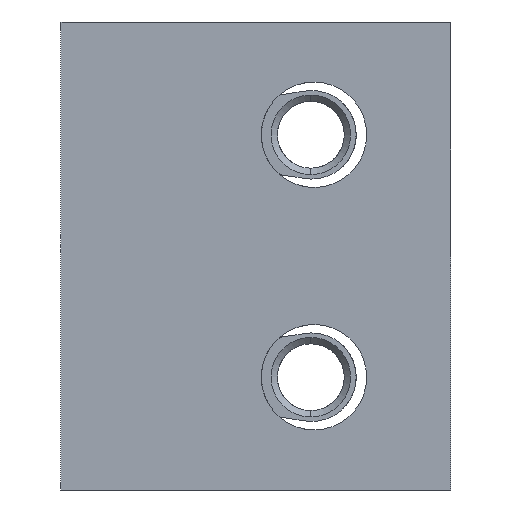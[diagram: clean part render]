
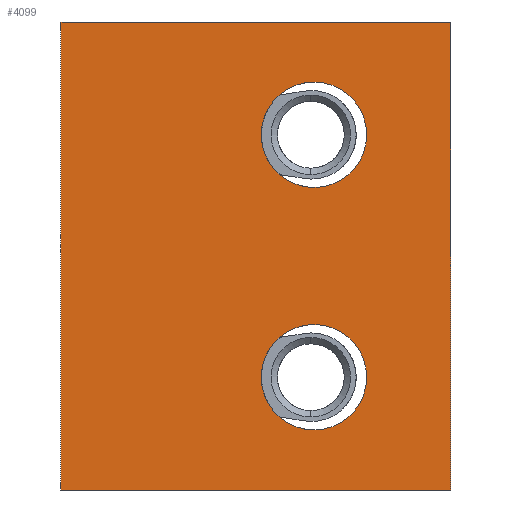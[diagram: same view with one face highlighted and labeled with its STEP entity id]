
A CAD part, left-side view. The second image highlights one B-rep face of the part: STEP entity #4099.
In plain terms, the highlighted planar face has unit normal (-1, 0, 0).
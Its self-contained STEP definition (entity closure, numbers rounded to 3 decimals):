
#54 = ORIENTED_EDGE ( 'NONE', *, *, #3579, .T. ) ;
#108 = VERTEX_POINT ( 'NONE', #8271 ) ;
#128 = DIRECTION ( 'NONE',  ( 1., 0., 0. ) ) ;
#194 = ORIENTED_EDGE ( 'NONE', *, *, #8109, .T. ) ;
#264 = ORIENTED_EDGE ( 'NONE', *, *, #4297, .T. ) ;
#425 = VERTEX_POINT ( 'NONE', #2571 ) ;
#839 = DIRECTION ( 'NONE',  ( 0., 0., -1. ) ) ;
#908 = VERTEX_POINT ( 'NONE', #1281 ) ;
#1019 = CARTESIAN_POINT ( 'NONE',  ( -12.6, 6.5, 8.25 ) ) ;
#1158 = PLANE ( 'NONE',  #9290 ) ;
#1281 = CARTESIAN_POINT ( 'NONE',  ( -12.6, 6.5, 3.25 ) ) ;
#1444 = ORIENTED_EDGE ( 'NONE', *, *, #3065, .T. ) ;
#1502 = AXIS2_PLACEMENT_3D ( 'NONE', #5054, #6852, #8605 ) ;
#1680 = AXIS2_PLACEMENT_3D ( 'NONE', #10657, #9034, #6294 ) ;
#1998 = EDGE_LOOP ( 'NONE', ( #1444, #5218 ) ) ;
#2093 = LINE ( 'NONE', #9178, #4950 ) ;
#2302 = VERTEX_POINT ( 'NONE', #6567 ) ;
#2571 = CARTESIAN_POINT ( 'NONE',  ( -12.6, 0., 11.1 ) ) ;
#2788 = EDGE_CURVE ( 'NONE', #8800, #5479, #9283, .T. ) ;
#2792 = VECTOR ( 'NONE', #8893, 1000. ) ;
#2806 = EDGE_LOOP ( 'NONE', ( #194, #6034, #4025, #8869 ) ) ;
#2921 = CARTESIAN_POINT ( 'NONE',  ( -12.6, 18.5, -11.1 ) ) ;
#3065 = EDGE_CURVE ( 'NONE', #5479, #8800, #3527, .T. ) ;
#3156 = EDGE_LOOP ( 'NONE', ( #54, #264 ) ) ;
#3527 = CIRCLE ( 'NONE', #11153, 2.5 ) ;
#3550 = EDGE_CURVE ( 'NONE', #108, #8793, #4313, .T. ) ;
#3579 = EDGE_CURVE ( 'NONE', #908, #8905, #5953, .T. ) ;
#3903 = LINE ( 'NONE', #2921, #9258 ) ;
#4025 = ORIENTED_EDGE ( 'NONE', *, *, #3550, .F. ) ;
#4099 = ADVANCED_FACE ( 'NONE', ( #10908, #7299, #5503 ), #1158, .F. ) ;
#4153 = CARTESIAN_POINT ( 'NONE',  ( -12.6, 6.5, -5.75 ) ) ;
#4297 = EDGE_CURVE ( 'NONE', #8905, #908, #6498, .T. ) ;
#4313 = LINE ( 'NONE', #4475, #2792 ) ;
#4475 = CARTESIAN_POINT ( 'NONE',  ( -12.6, 18.5, -11.1 ) ) ;
#4604 = LINE ( 'NONE', #6388, #7589 ) ;
#4950 = VECTOR ( 'NONE', #6429, 1000. ) ;
#5054 = CARTESIAN_POINT ( 'NONE',  ( -12.6, 6.5, 5.75 ) ) ;
#5169 = CARTESIAN_POINT ( 'NONE',  ( -12.6, 6.5, 5.75 ) ) ;
#5218 = ORIENTED_EDGE ( 'NONE', *, *, #2788, .T. ) ;
#5479 = VERTEX_POINT ( 'NONE', #9496 ) ;
#5503 = FACE_OUTER_BOUND ( 'NONE', #2806, .T. ) ;
#5953 = CIRCLE ( 'NONE', #7808, 2.5 ) ;
#6034 = ORIENTED_EDGE ( 'NONE', *, *, #9920, .F. ) ;
#6294 = DIRECTION ( 'NONE',  ( 0., 0., -1. ) ) ;
#6388 = CARTESIAN_POINT ( 'NONE',  ( -12.6, 0., -11.1 ) ) ;
#6429 = DIRECTION ( 'NONE',  ( 0., -1., 0. ) ) ;
#6498 = CIRCLE ( 'NONE', #1502, 2.5 ) ;
#6567 = CARTESIAN_POINT ( 'NONE',  ( -12.6, 0., -11.1 ) ) ;
#6852 = DIRECTION ( 'NONE',  ( 1., 0., 0. ) ) ;
#7299 = FACE_BOUND ( 'NONE', #3156, .T. ) ;
#7443 = DIRECTION ( 'NONE',  ( 0., -1., 0. ) ) ;
#7589 = VECTOR ( 'NONE', #8264, 1000. ) ;
#7696 = DIRECTION ( 'NONE',  ( 0., 0., -1. ) ) ;
#7808 = AXIS2_PLACEMENT_3D ( 'NONE', #5169, #128, #839 ) ;
#7813 = DIRECTION ( 'NONE',  ( 1., 0., 0. ) ) ;
#7814 = CARTESIAN_POINT ( 'NONE',  ( -12.6, 6.5, -3.25 ) ) ;
#8109 = EDGE_CURVE ( 'NONE', #2302, #425, #4604, .T. ) ;
#8110 = EDGE_CURVE ( 'NONE', #108, #2302, #3903, .T. ) ;
#8264 = DIRECTION ( 'NONE',  ( 0., 0., 1. ) ) ;
#8271 = CARTESIAN_POINT ( 'NONE',  ( -12.6, 18.5, -11.1 ) ) ;
#8294 = DIRECTION ( 'NONE',  ( 1., 0., 0. ) ) ;
#8605 = DIRECTION ( 'NONE',  ( 0., 0., -1. ) ) ;
#8793 = VERTEX_POINT ( 'NONE', #11367 ) ;
#8800 = VERTEX_POINT ( 'NONE', #7814 ) ;
#8869 = ORIENTED_EDGE ( 'NONE', *, *, #8110, .T. ) ;
#8893 = DIRECTION ( 'NONE',  ( 0., 0., 1. ) ) ;
#8905 = VERTEX_POINT ( 'NONE', #1019 ) ;
#9034 = DIRECTION ( 'NONE',  ( 1., 0., 0. ) ) ;
#9053 = DIRECTION ( 'NONE',  ( 0., 0., -1. ) ) ;
#9165 = CARTESIAN_POINT ( 'NONE',  ( -12.6, 18.5, -11.1 ) ) ;
#9178 = CARTESIAN_POINT ( 'NONE',  ( -12.6, 18.5, 11.1 ) ) ;
#9258 = VECTOR ( 'NONE', #7443, 1000. ) ;
#9283 = CIRCLE ( 'NONE', #1680, 2.5 ) ;
#9290 = AXIS2_PLACEMENT_3D ( 'NONE', #9165, #8294, #9053 ) ;
#9496 = CARTESIAN_POINT ( 'NONE',  ( -12.6, 6.5, -8.25 ) ) ;
#9920 = EDGE_CURVE ( 'NONE', #8793, #425, #2093, .T. ) ;
#10657 = CARTESIAN_POINT ( 'NONE',  ( -12.6, 6.5, -5.75 ) ) ;
#10908 = FACE_BOUND ( 'NONE', #1998, .T. ) ;
#11153 = AXIS2_PLACEMENT_3D ( 'NONE', #4153, #7813, #7696 ) ;
#11367 = CARTESIAN_POINT ( 'NONE',  ( -12.6, 18.5, 11.1 ) ) ;
